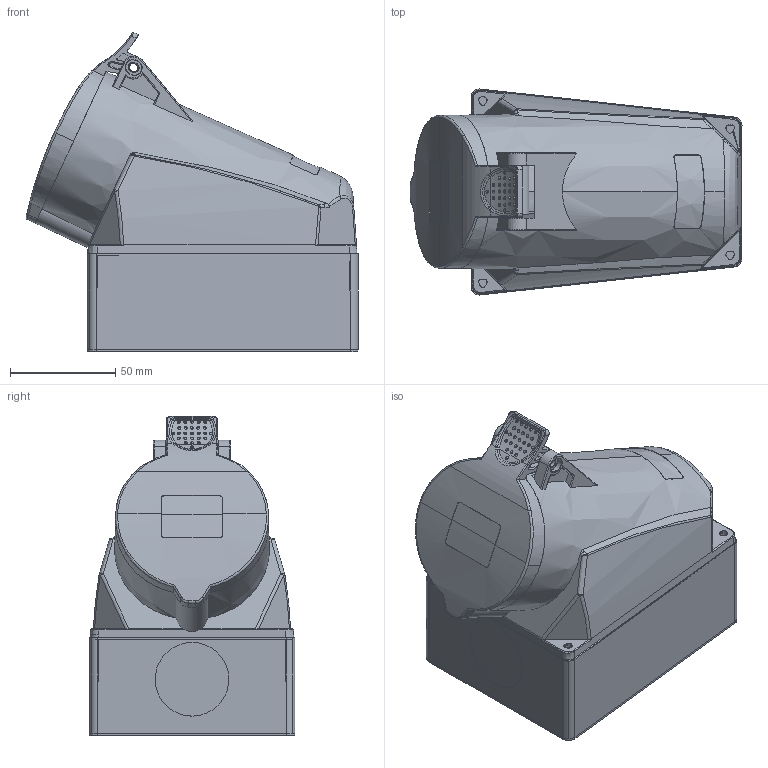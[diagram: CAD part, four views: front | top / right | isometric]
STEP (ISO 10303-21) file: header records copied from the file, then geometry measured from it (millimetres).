
FILE_DESCRIPTION (( 'STEP AP203' ), '1' );
FILE_NAME ('DIS5133257 (WS 5p 32ﾀ 400ﾂ IP44).STEP', '2024-09-19T06:26:35', ( '' ), ( '' ), 'SwSTEP 2.0', 'SolidWorks 2022', '' );
FILE_SCHEMA (( 'CONFIG_CONTROL_DESIGN' ));
Products named in the file (1): DIS5133257 (WS 5p 32А 400В IP44)
Bounding box: 157.85 x 97.88 x 151.7 mm (x, y, z)
Surface area: 169897.1 mm2 (no closed solid volume)
Topology: 0 solids, 15 shells, 1242 faces, 3247 edges, 2084 vertices
Faces by surface type: cylinder 455, plane 425, bspline 217, torus 73, cone 70, sphere 2
Entity records: 66438 total; most frequent: CARTESIAN_POINT 41708, ORIENTED_EDGE 6460, EDGE_CURVE 3230, DIRECTION 3062, B_SPLINE_CURVE_WITH_KNOTS 2366, VERTEX_POINT 2084, EDGE_LOOP 1334, AXIS2_PLACEMENT_3D 1314
